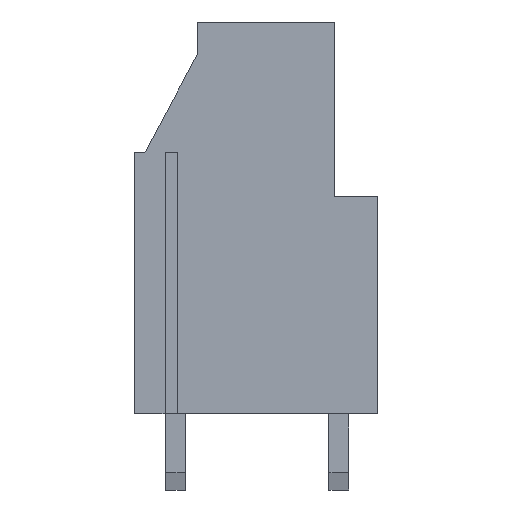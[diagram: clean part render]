
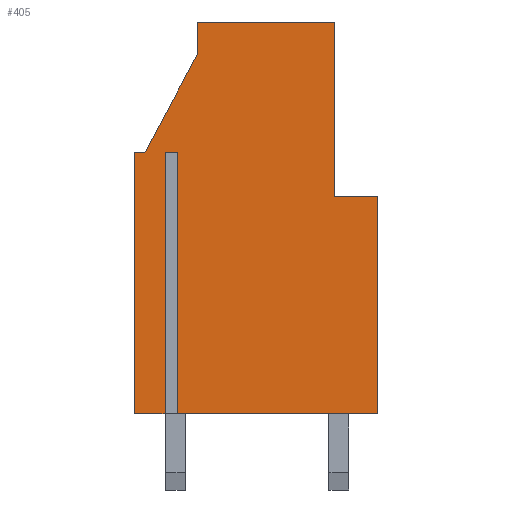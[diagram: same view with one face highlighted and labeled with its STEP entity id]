
A CAD part, front view. The second image highlights one B-rep face of the part: STEP entity #405.
In plain terms, the highlighted planar face has unit normal (0, -1, 0).
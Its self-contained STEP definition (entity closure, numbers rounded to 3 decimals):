
#405 = ADVANCED_FACE( '', ( #882 ), #883, .F. );
#882 = FACE_OUTER_BOUND( '', #1453, .T. );
#883 = PLANE( '', #1454 );
#1453 = EDGE_LOOP( '', ( #2436, #2437, #2438, #2439, #2440, #2441, #2442, #2443, #2444, #2445, #2446, #2447, #2448 ) );
#1454 = AXIS2_PLACEMENT_3D( '', #2449, #2450, #2451 );
#2436 = ORIENTED_EDGE( '', *, *, #3951, .F. );
#2437 = ORIENTED_EDGE( '', *, *, #3952, .T. );
#2438 = ORIENTED_EDGE( '', *, *, #3879, .F. );
#2439 = ORIENTED_EDGE( '', *, *, #3953, .F. );
#2440 = ORIENTED_EDGE( '', *, *, #3800, .F. );
#2441 = ORIENTED_EDGE( '', *, *, #3954, .T. );
#2442 = ORIENTED_EDGE( '', *, *, #3955, .T. );
#2443 = ORIENTED_EDGE( '', *, *, #3781, .F. );
#2444 = ORIENTED_EDGE( '', *, *, #3956, .F. );
#2445 = ORIENTED_EDGE( '', *, *, #3713, .F. );
#2446 = ORIENTED_EDGE( '', *, *, #3957, .T. );
#2447 = ORIENTED_EDGE( '', *, *, #3866, .T. );
#2448 = ORIENTED_EDGE( '', *, *, #3752, .F. );
#2449 = CARTESIAN_POINT( '', ( 12.134, -2.5, 19.8 ) );
#2450 = DIRECTION( '', ( 0., 1., 0. ) );
#2451 = DIRECTION( '', ( -1., 0., 0. ) );
#3713 = EDGE_CURVE( '', #4520, #4522, #4523, .T. );
#3752 = EDGE_CURVE( '', #4587, #4589, #4590, .T. );
#3781 = EDGE_CURVE( '', #4633, #4635, #4636, .T. );
#3800 = EDGE_CURVE( '', #4667, #4668, #4669, .T. );
#3866 = EDGE_CURVE( '', #4778, #4589, #4780, .T. );
#3879 = EDGE_CURVE( '', #4799, #4800, #4801, .T. );
#3951 = EDGE_CURVE( '', #4906, #4587, #4907, .T. );
#3952 = EDGE_CURVE( '', #4906, #4800, #4908, .T. );
#3953 = EDGE_CURVE( '', #4668, #4799, #4909, .T. );
#3954 = EDGE_CURVE( '', #4667, #4910, #4911, .T. );
#3955 = EDGE_CURVE( '', #4910, #4635, #4912, .T. );
#3956 = EDGE_CURVE( '', #4522, #4633, #4913, .T. );
#3957 = EDGE_CURVE( '', #4520, #4778, #4914, .T. );
#4520 = VERTEX_POINT( '', #5673 );
#4522 = VERTEX_POINT( '', #5676 );
#4523 = LINE( '', #5677, #5678 );
#4587 = VERTEX_POINT( '', #5771 );
#4589 = VERTEX_POINT( '', #5774 );
#4590 = LINE( '', #5775, #5776 );
#4633 = VERTEX_POINT( '', #5837 );
#4635 = VERTEX_POINT( '', #5840 );
#4636 = LINE( '', #5841, #5842 );
#4667 = VERTEX_POINT( '', #5887 );
#4668 = VERTEX_POINT( '', #5888 );
#4669 = LINE( '', #5889, #5890 );
#4778 = VERTEX_POINT( '', #6054 );
#4780 = LINE( '', #6057, #6058 );
#4799 = VERTEX_POINT( '', #6082 );
#4800 = VERTEX_POINT( '', #6083 );
#4801 = LINE( '', #6084, #6085 );
#4906 = VERTEX_POINT( '', #6241 );
#4907 = LINE( '', #6242, #6243 );
#4908 = LINE( '', #6244, #6245 );
#4909 = LINE( '', #6246, #6247 );
#4910 = VERTEX_POINT( '', #6248 );
#4911 = LINE( '', #6249, #6250 );
#4912 = LINE( '', #6251, #6252 );
#4913 = LINE( '', #6253, #6254 );
#4914 = LINE( '', #6255, #6256 );
#5673 = CARTESIAN_POINT( '', ( 1.977, -2.5, 0. ) );
#5676 = CARTESIAN_POINT( '', ( 1.977, -2.5, 12. ) );
#5677 = CARTESIAN_POINT( '', ( 1.977, -2.5, -1. ) );
#5678 = VECTOR( '', #7002, 1000. );
#5771 = CARTESIAN_POINT( '', ( 9.2, -2.5, 10. ) );
#5774 = CARTESIAN_POINT( '', ( 11.2, -2.5, 10. ) );
#5775 = CARTESIAN_POINT( '', ( 9.038, -2.5, 10. ) );
#5776 = VECTOR( '', #7033, 1000. );
#5837 = CARTESIAN_POINT( '', ( 1.423, -2.5, 12. ) );
#5840 = CARTESIAN_POINT( '', ( 1.423, -2.5, 0. ) );
#5841 = CARTESIAN_POINT( '', ( 1.423, -2.5, -1. ) );
#5842 = VECTOR( '', #7059, 1000. );
#5887 = CARTESIAN_POINT( '', ( 0., -2.5, 12. ) );
#5888 = CARTESIAN_POINT( '', ( 0.5, -2.5, 12. ) );
#5889 = CARTESIAN_POINT( '', ( 5.35, -2.5, 12. ) );
#5890 = VECTOR( '', #7074, 1000. );
#6054 = CARTESIAN_POINT( '', ( 11.2, -2.5, 0. ) );
#6057 = CARTESIAN_POINT( '', ( 11.2, -2.5, -1. ) );
#6058 = VECTOR( '', #7131, 1000. );
#6082 = CARTESIAN_POINT( '', ( 2.9, -2.5, 16.5 ) );
#6083 = CARTESIAN_POINT( '', ( 2.9, -2.5, 18. ) );
#6084 = CARTESIAN_POINT( '', ( 2.9, -2.5, -1. ) );
#6085 = VECTOR( '', #7149, 1000. );
#6241 = CARTESIAN_POINT( '', ( 9.2, -2.5, 18. ) );
#6242 = CARTESIAN_POINT( '', ( 9.2, -2.5, 18. ) );
#6243 = VECTOR( '', #7207, 1000. );
#6244 = CARTESIAN_POINT( '', ( 5.35, -2.5, 18. ) );
#6245 = VECTOR( '', #7208, 1000. );
#6246 = CARTESIAN_POINT( '', ( -6.433, -2.5, -1. ) );
#6247 = VECTOR( '', #7209, 1000. );
#6248 = CARTESIAN_POINT( '', ( 0., -2.5, 0. ) );
#6249 = CARTESIAN_POINT( '', ( 0., -2.5, -1. ) );
#6250 = VECTOR( '', #7210, 1000. );
#6251 = CARTESIAN_POINT( '', ( 5.35, -2.5, 0. ) );
#6252 = VECTOR( '', #7211, 1000. );
#6253 = CARTESIAN_POINT( '', ( 5.35, -2.5, 12. ) );
#6254 = VECTOR( '', #7212, 1000. );
#6255 = CARTESIAN_POINT( '', ( 5.35, -2.5, 0. ) );
#6256 = VECTOR( '', #7213, 1000. );
#7002 = DIRECTION( '', ( 0., 0., 1. ) );
#7033 = DIRECTION( '', ( 1., 0., 0. ) );
#7059 = DIRECTION( '', ( 0., 0., -1. ) );
#7074 = DIRECTION( '', ( 1., 0., 0. ) );
#7131 = DIRECTION( '', ( 0., 0., 1. ) );
#7149 = DIRECTION( '', ( 0., 0., 1. ) );
#7207 = DIRECTION( '', ( 0., 0., -1. ) );
#7208 = DIRECTION( '', ( -1., 0., 0. ) );
#7209 = DIRECTION( '', ( 0.471, 0., 0.882 ) );
#7210 = DIRECTION( '', ( 0., 0., -1. ) );
#7211 = DIRECTION( '', ( 1., 0., 0. ) );
#7212 = DIRECTION( '', ( -1., 0., 0. ) );
#7213 = DIRECTION( '', ( 1., 0., 0. ) );
